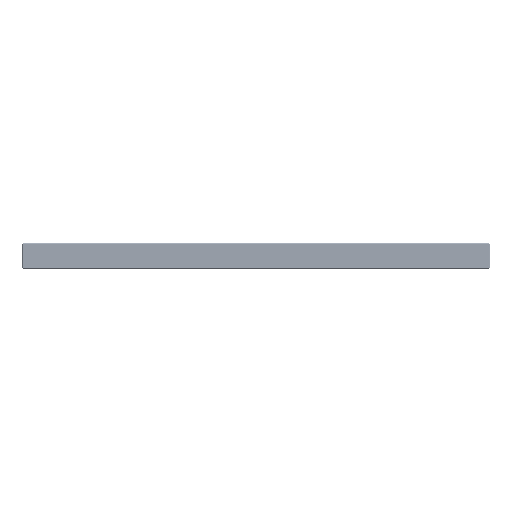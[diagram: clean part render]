
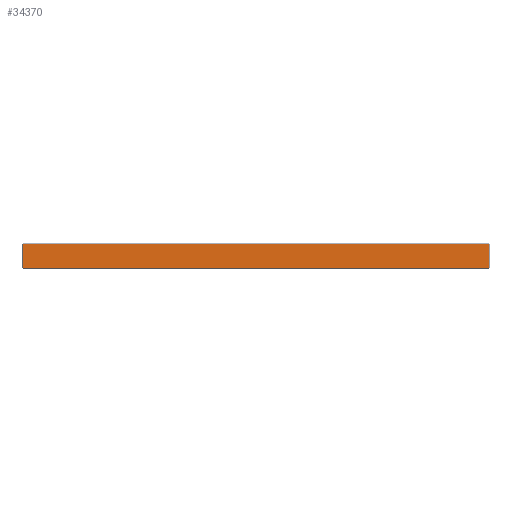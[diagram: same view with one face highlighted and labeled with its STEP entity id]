
A CAD part, front view. The second image highlights one B-rep face of the part: STEP entity #34370.
In plain terms, the highlighted planar face has unit normal (0, -1, 0).
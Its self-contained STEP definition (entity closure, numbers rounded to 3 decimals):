
#8012=LINE('',#155243,#17004);
#8013=LINE('',#155246,#17005);
#8014=LINE('',#155248,#17006);
#8015=LINE('',#155250,#17007);
#17004=VECTOR('',#123821,1.);
#17005=VECTOR('',#123822,1.);
#17006=VECTOR('',#123823,1.);
#17007=VECTOR('',#123824,1.);
#34370=ADVANCED_FACE('',(#42517),#39392,.T.);
#39392=PLANE('',#108964);
#42517=FACE_OUTER_BOUND('',#47429,.T.);
#47429=EDGE_LOOP('',(#61716,#61717,#61718,#61719));
#61716=ORIENTED_EDGE('',*,*,#94553,.T.);
#61717=ORIENTED_EDGE('',*,*,#94554,.T.);
#61718=ORIENTED_EDGE('',*,*,#94555,.T.);
#61719=ORIENTED_EDGE('',*,*,#94556,.T.);
#83456=VERTEX_POINT('',#155244);
#83457=VERTEX_POINT('',#155245);
#83458=VERTEX_POINT('',#155247);
#83459=VERTEX_POINT('',#155249);
#94553=EDGE_CURVE('',#83456,#83457,#8012,.T.);
#94554=EDGE_CURVE('',#83457,#83458,#8013,.T.);
#94555=EDGE_CURVE('',#83458,#83459,#8014,.T.);
#94556=EDGE_CURVE('',#83459,#83456,#8015,.T.);
#108964=AXIS2_PLACEMENT_3D('',#155251,#123825,#123826);
#123821=DIRECTION('',(0.,0.,1.));
#123822=DIRECTION('',(-1.,0.,0.));
#123823=DIRECTION('',(0.,0.,-1.));
#123824=DIRECTION('',(1.,0.,0.));
#123825=DIRECTION('',(0.,-1.,0.));
#123826=DIRECTION('',(0.,0.,1.));
#155243=CARTESIAN_POINT('',(199.1,7.4,8.));
#155244=CARTESIAN_POINT('',(199.1,7.4,-2.5));
#155245=CARTESIAN_POINT('',(199.1,7.4,7.5));
#155246=CARTESIAN_POINT('',(99.8,7.4,7.5));
#155247=CARTESIAN_POINT('',(0.5,7.4,7.5));
#155248=CARTESIAN_POINT('',(0.5,7.4,8.));
#155249=CARTESIAN_POINT('',(0.5,7.4,-2.5));
#155250=CARTESIAN_POINT('',(99.8,7.4,-2.5));
#155251=CARTESIAN_POINT('',(99.8,7.4,8.));
